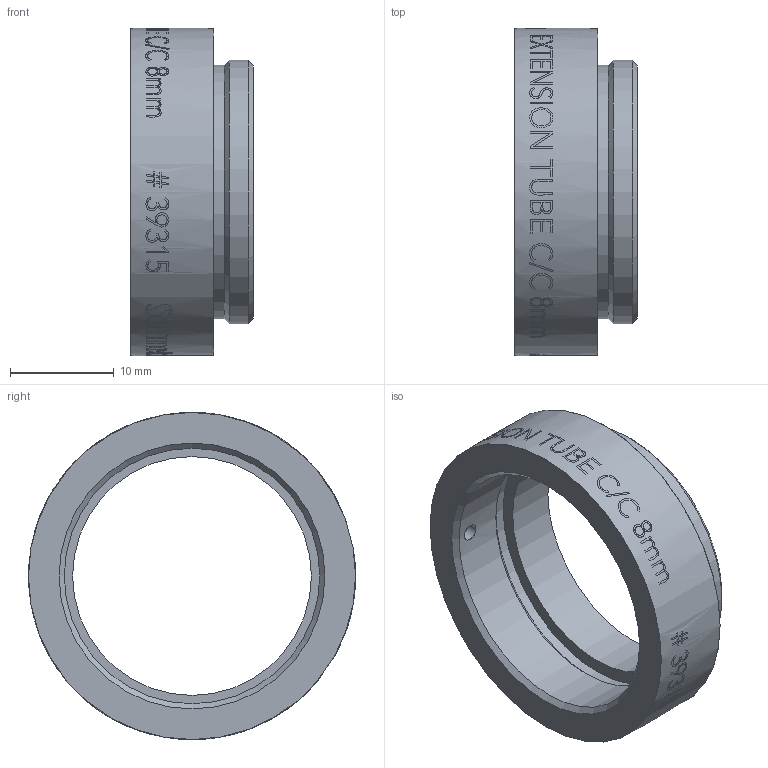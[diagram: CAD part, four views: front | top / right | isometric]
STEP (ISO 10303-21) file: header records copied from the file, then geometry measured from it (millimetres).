
FILE_DESCRIPTION(/* description */ (''),/* implementation_level */ '2;1');
FILE_NAME(/* name */ '39315_00166370_001.stp',/* time_stamp */ '2022-04-01T08:15:20+02:00',/* author */ (''),/* organization */ (''),/* preprocessor_version */ 'ST-DEVELOPER v16',/* originating_system */ 'SIEMENS PLM Software NX 10.0',/* authorisation */ '');
FILE_SCHEMA (('AP203_CONFIGURATION_CONTROLLED_3D_DESIGN_OF_MECHANICAL_PARTS_AND_ASSEMBLIES_MIM_LF { 1 0 10303 403 2 1 2}'));
Length unit declared in the file: millimetre
Products named in the file (1): Froe6B5C76F3nb0x
Bounding box: 11.8 x 31.5 x 31.5 mm (x, y, z)
Volume: 2713.9 mm3; surface area: 3576.7 mm2
Topology: 1 solids, 2 shells, 73 faces, 402 edges, 390 vertices
Faces by surface type: cylinder 65, plane 4, cone 4
Full cylindrical faces by diameter (mm): 1.6 x1, 23 x1, 24.4 x1, 24.6 x1, 25.4 x1, 25.6 x1, 31.5 x2
Entity records: 5582 total; most frequent: CARTESIAN_POINT 2821, ORIENTED_EDGE 777, VERTEX_POINT 390, EDGE_CURVE 390, B_SPLINE_CURVE_WITH_KNOTS 374, DIRECTION 180, EDGE_LOOP 149, FACE_BOUND 102
